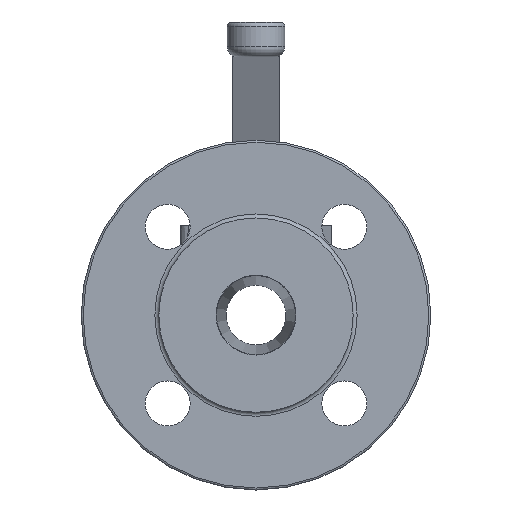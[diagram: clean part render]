
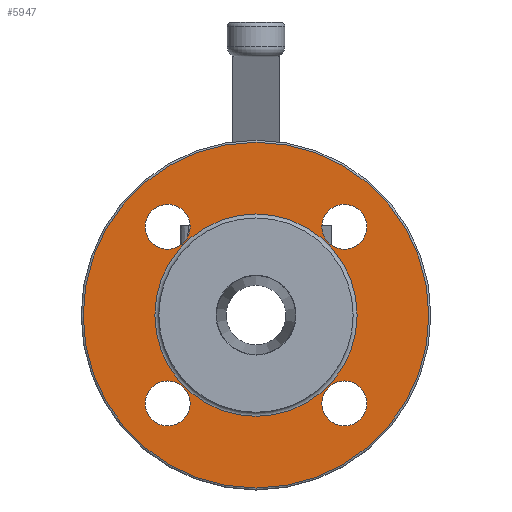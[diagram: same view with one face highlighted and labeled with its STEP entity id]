
A CAD part, left-side view. The second image highlights one B-rep face of the part: STEP entity #5947.
In plain terms, the highlighted planar face has unit normal (-1, 0, 0).
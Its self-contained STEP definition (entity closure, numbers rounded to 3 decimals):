
#189=PLANE('',#6315);
#1595=FACE_BOUND('',#2028,.T.);
#1596=FACE_BOUND('',#2029,.T.);
#1597=FACE_BOUND('',#2030,.T.);
#1598=FACE_BOUND('',#2031,.T.);
#1599=FACE_BOUND('',#2032,.T.);
#1668=FACE_OUTER_BOUND('',#2027,.T.);
#2027=EDGE_LOOP('',(#4181));
#2028=EDGE_LOOP('',(#4182));
#2029=EDGE_LOOP('',(#4183));
#2030=EDGE_LOOP('',(#4184));
#2031=EDGE_LOOP('',(#4185));
#2032=EDGE_LOOP('',(#4186));
#2415=CIRCLE('',#6280,9.);
#2417=CIRCLE('',#6283,9.);
#2419=CIRCLE('',#6286,9.);
#2421=CIRCLE('',#6289,9.);
#2436=CIRCLE('',#6316,69.2);
#2437=CIRCLE('',#6317,40.5);
#2687=VERTEX_POINT('',#8458);
#2689=VERTEX_POINT('',#8463);
#2691=VERTEX_POINT('',#8468);
#2693=VERTEX_POINT('',#8473);
#2740=VERTEX_POINT('',#8696);
#2741=VERTEX_POINT('',#8698);
#3248=EDGE_CURVE('',#2687,#2687,#2415,.T.);
#3250=EDGE_CURVE('',#2689,#2689,#2417,.T.);
#3252=EDGE_CURVE('',#2691,#2691,#2419,.T.);
#3254=EDGE_CURVE('',#2693,#2693,#2421,.T.);
#3306=EDGE_CURVE('',#2740,#2740,#2436,.T.);
#3307=EDGE_CURVE('',#2741,#2741,#2437,.T.);
#4181=ORIENTED_EDGE('',*,*,#3306,.F.);
#4182=ORIENTED_EDGE('',*,*,#3248,.T.);
#4183=ORIENTED_EDGE('',*,*,#3250,.T.);
#4184=ORIENTED_EDGE('',*,*,#3252,.T.);
#4185=ORIENTED_EDGE('',*,*,#3254,.T.);
#4186=ORIENTED_EDGE('',*,*,#3307,.T.);
#5947=ADVANCED_FACE('',(#1668,#1595,#1596,#1597,#1598,#1599),#189,.F.);
#6280=AXIS2_PLACEMENT_3D('',#8459,#6878,#6879);
#6283=AXIS2_PLACEMENT_3D('',#8464,#6884,#6885);
#6286=AXIS2_PLACEMENT_3D('',#8469,#6890,#6891);
#6289=AXIS2_PLACEMENT_3D('',#8474,#6896,#6897);
#6315=AXIS2_PLACEMENT_3D('',#8695,#6968,#6969);
#6316=AXIS2_PLACEMENT_3D('',#8697,#6970,#6971);
#6317=AXIS2_PLACEMENT_3D('',#8699,#6972,#6973);
#6878=DIRECTION('center_axis',(1.,0.,0.));
#6879=DIRECTION('ref_axis',(0.,1.,0.));
#6884=DIRECTION('center_axis',(1.,0.,0.));
#6885=DIRECTION('ref_axis',(0.,0.,-1.));
#6890=DIRECTION('center_axis',(1.,0.,0.));
#6891=DIRECTION('ref_axis',(0.,-1.,0.));
#6896=DIRECTION('center_axis',(1.,0.,0.));
#6897=DIRECTION('ref_axis',(0.,0.,1.));
#6968=DIRECTION('center_axis',(1.,0.,0.));
#6969=DIRECTION('ref_axis',(0.,0.,-1.));
#6970=DIRECTION('center_axis',(1.,0.,0.));
#6971=DIRECTION('ref_axis',(0.,0.,-1.));
#6972=DIRECTION('center_axis',(1.,0.,0.));
#6973=DIRECTION('ref_axis',(0.,0.,1.));
#8458=CARTESIAN_POINT('',(-118.06,44.355,35.355));
#8459=CARTESIAN_POINT('Origin',(-118.06,35.355,35.355));
#8463=CARTESIAN_POINT('',(-118.06,35.355,-44.355));
#8464=CARTESIAN_POINT('Origin',(-118.06,35.355,-35.355));
#8468=CARTESIAN_POINT('',(-118.06,-44.355,-35.355));
#8469=CARTESIAN_POINT('Origin',(-118.06,-35.355,-35.355));
#8473=CARTESIAN_POINT('',(-118.06,-35.355,44.355));
#8474=CARTESIAN_POINT('Origin',(-118.06,-35.355,35.355));
#8695=CARTESIAN_POINT('Origin',(-118.06,0.,55.25));
#8696=CARTESIAN_POINT('',(-118.06,0.,69.2));
#8697=CARTESIAN_POINT('Origin',(-118.06,0.,0.));
#8698=CARTESIAN_POINT('',(-118.06,0.,40.5));
#8699=CARTESIAN_POINT('Origin',(-118.06,0.,0.));
